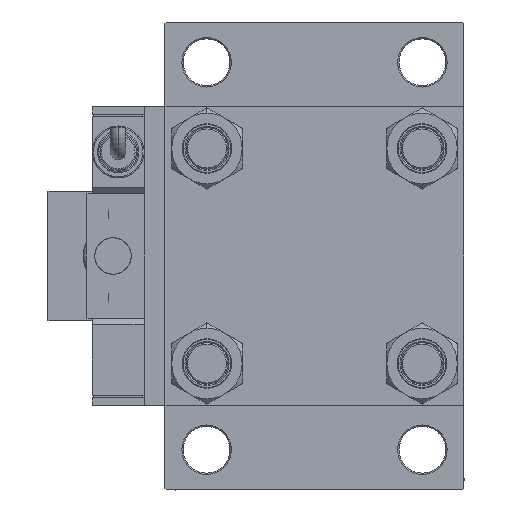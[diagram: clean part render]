
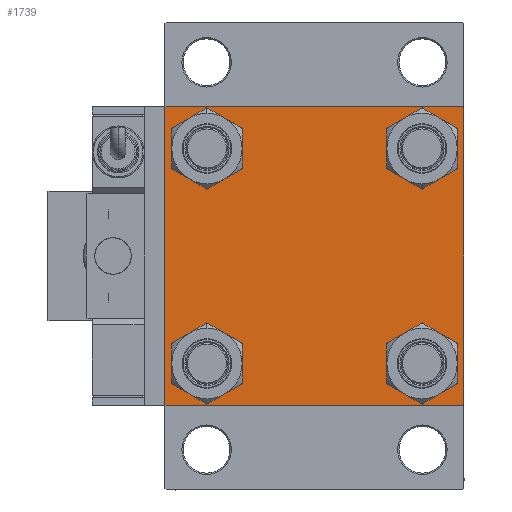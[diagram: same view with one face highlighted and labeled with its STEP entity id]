
A CAD part, left-side view. The second image highlights one B-rep face of the part: STEP entity #1739.
In plain terms, the highlighted planar face has unit normal (-1, 0, 0).
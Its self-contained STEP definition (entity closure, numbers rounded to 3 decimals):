
#284 = EDGE_CURVE ( 'NONE', #19949, #18312, #36683, .T. ) ;
#1035 = AXIS2_PLACEMENT_3D ( 'NONE', #3121, #28810, #28548 ) ;
#1323 = CARTESIAN_POINT ( 'NONE',  ( 0., 41.35, -32.85 ) ) ;
#1739 = ADVANCED_FACE ( 'NONE', ( #48123, #53022, #10659, #48395, #42991 ), #23496, .T. ) ;
#2047 = CARTESIAN_POINT ( 'NONE',  ( 0., 41.35, 49.85 ) ) ;
#2344 = EDGE_CURVE ( 'NONE', #29341, #13596, #14910, .T. ) ;
#3121 = CARTESIAN_POINT ( 'NONE',  ( 0., -41.35, 41.35 ) ) ;
#3385 = EDGE_CURVE ( 'NONE', #50632, #34713, #27711, .T. ) ;
#4890 = DIRECTION ( 'NONE',  ( 1., 0., 0. ) ) ;
#5337 = AXIS2_PLACEMENT_3D ( 'NONE', #47433, #27185, #5596 ) ;
#5416 = ORIENTED_EDGE ( 'NONE', *, *, #3385, .T. ) ;
#5596 = DIRECTION ( 'NONE',  ( 0., 0., 1. ) ) ;
#6156 = AXIS2_PLACEMENT_3D ( 'NONE', #17840, #9092, #30394 ) ;
#7010 = CIRCLE ( 'NONE', #6156, 8.5 ) ;
#7263 = CARTESIAN_POINT ( 'NONE',  ( 0., 57.5, -57. ) ) ;
#7328 = DIRECTION ( 'NONE',  ( 1., 0., 0. ) ) ;
#8245 = ORIENTED_EDGE ( 'NONE', *, *, #2344, .T. ) ;
#8461 = DIRECTION ( 'NONE',  ( 0., 0., 1. ) ) ;
#9092 = DIRECTION ( 'NONE',  ( 1., 0., 0. ) ) ;
#9200 = VECTOR ( 'NONE', #36951, 1000. ) ;
#9473 = DIRECTION ( 'NONE',  ( 0., -1., 0. ) ) ;
#9572 = ORIENTED_EDGE ( 'NONE', *, *, #14925, .T. ) ;
#10489 = AXIS2_PLACEMENT_3D ( 'NONE', #32434, #25753, #28600 ) ;
#10643 = VECTOR ( 'NONE', #19500, 1000. ) ;
#10659 = FACE_BOUND ( 'NONE', #15713, .T. ) ;
#10896 = ORIENTED_EDGE ( 'NONE', *, *, #13234, .T. ) ;
#11191 = DIRECTION ( 'NONE',  ( -1., 0., 0. ) ) ;
#11437 = DIRECTION ( 'NONE',  ( 0., 0., 1. ) ) ;
#11706 = CARTESIAN_POINT ( 'NONE',  ( 0., -41.35, 32.85 ) ) ;
#12145 = VERTEX_POINT ( 'NONE', #22671 ) ;
#12541 = CARTESIAN_POINT ( 'NONE',  ( 0., -57.25, 57.25 ) ) ;
#12760 = EDGE_CURVE ( 'NONE', #15437, #20429, #34044, .T. ) ;
#13102 = CARTESIAN_POINT ( 'NONE',  ( 0., -41.35, -41.35 ) ) ;
#13234 = EDGE_CURVE ( 'NONE', #24537, #30702, #46429, .T. ) ;
#13586 = ORIENTED_EDGE ( 'NONE', *, *, #17232, .F. ) ;
#13596 = VERTEX_POINT ( 'NONE', #17375 ) ;
#14151 = CARTESIAN_POINT ( 'NONE',  ( 0., -57., 57.5 ) ) ;
#14910 = LINE ( 'NONE', #27475, #34649 ) ;
#14925 = EDGE_CURVE ( 'NONE', #12145, #51414, #28912, .T. ) ;
#15045 = EDGE_LOOP ( 'NONE', ( #29678, #5416 ) ) ;
#15101 = CARTESIAN_POINT ( 'NONE',  ( 0., -41.35, -32.85 ) ) ;
#15185 = DIRECTION ( 'NONE',  ( 0., 0., 1. ) ) ;
#15304 = CARTESIAN_POINT ( 'NONE',  ( 0., 0., 0. ) ) ;
#15437 = VERTEX_POINT ( 'NONE', #15101 ) ;
#15464 = EDGE_CURVE ( 'NONE', #34121, #21910, #27393, .T. ) ;
#15572 = DIRECTION ( 'NONE',  ( 0., 0., 1. ) ) ;
#15633 = CARTESIAN_POINT ( 'NONE',  ( 0., 57.25, 57.25 ) ) ;
#15713 = EDGE_LOOP ( 'NONE', ( #46351, #9572 ) ) ;
#16124 = EDGE_CURVE ( 'NONE', #50429, #16683, #27230, .T. ) ;
#16595 = EDGE_CURVE ( 'NONE', #21910, #19949, #33903, .T. ) ;
#16683 = VERTEX_POINT ( 'NONE', #48908 ) ;
#17205 = ORIENTED_EDGE ( 'NONE', *, *, #16595, .T. ) ;
#17232 = EDGE_CURVE ( 'NONE', #24537, #13596, #32271, .T. ) ;
#17375 = CARTESIAN_POINT ( 'NONE',  ( 0., -57.5, -57. ) ) ;
#17840 = CARTESIAN_POINT ( 'NONE',  ( 0., 41.35, 41.35 ) ) ;
#18312 = VERTEX_POINT ( 'NONE', #48967 ) ;
#18775 = LINE ( 'NONE', #50768, #30636 ) ;
#19500 = DIRECTION ( 'NONE',  ( 0., -1., 0. ) ) ;
#19949 = VERTEX_POINT ( 'NONE', #7263 ) ;
#20429 = VERTEX_POINT ( 'NONE', #30578 ) ;
#21910 = VERTEX_POINT ( 'NONE', #33215 ) ;
#21959 = VECTOR ( 'NONE', #28203, 1000. ) ;
#22671 = CARTESIAN_POINT ( 'NONE',  ( 0., 41.35, -49.85 ) ) ;
#23200 = ORIENTED_EDGE ( 'NONE', *, *, #16124, .T. ) ;
#23496 = PLANE ( 'NONE',  #30232 ) ;
#23759 = CIRCLE ( 'NONE', #37668, 8.5 ) ;
#24279 = CARTESIAN_POINT ( 'NONE',  ( 0., 41.35, -41.35 ) ) ;
#24537 = VERTEX_POINT ( 'NONE', #27363 ) ;
#24864 = ORIENTED_EDGE ( 'NONE', *, *, #50767, .F. ) ;
#25176 = ORIENTED_EDGE ( 'NONE', *, *, #15464, .T. ) ;
#25753 = DIRECTION ( 'NONE',  ( 1., 0., 0. ) ) ;
#27185 = DIRECTION ( 'NONE',  ( 1., 0., 0. ) ) ;
#27230 = CIRCLE ( 'NONE', #1035, 8.5 ) ;
#27363 = CARTESIAN_POINT ( 'NONE',  ( 0., -57.5, 57. ) ) ;
#27393 = LINE ( 'NONE', #15633, #21959 ) ;
#27475 = CARTESIAN_POINT ( 'NONE',  ( 0., -57.25, -57.25 ) ) ;
#27711 = CIRCLE ( 'NONE', #46016, 8.5 ) ;
#27751 = CARTESIAN_POINT ( 'NONE',  ( 0., 41.35, 41.35 ) ) ;
#28203 = DIRECTION ( 'NONE',  ( 0., 0.707, -0.707 ) ) ;
#28548 = DIRECTION ( 'NONE',  ( 0., 0., 1. ) ) ;
#28600 = DIRECTION ( 'NONE',  ( 0., 0., 1. ) ) ;
#28707 = ORIENTED_EDGE ( 'NONE', *, *, #284, .T. ) ;
#28710 = CARTESIAN_POINT ( 'NONE',  ( 0., -57.5, 57.5 ) ) ;
#28809 = ORIENTED_EDGE ( 'NONE', *, *, #37878, .T. ) ;
#28810 = DIRECTION ( 'NONE',  ( 1., 0., 0. ) ) ;
#28912 = CIRCLE ( 'NONE', #5337, 8.5 ) ;
#29253 = CARTESIAN_POINT ( 'NONE',  ( 0., -41.35, 41.35 ) ) ;
#29308 = EDGE_CURVE ( 'NONE', #16683, #50429, #52219, .T. ) ;
#29341 = VERTEX_POINT ( 'NONE', #43647 ) ;
#29678 = ORIENTED_EDGE ( 'NONE', *, *, #33911, .T. ) ;
#30232 = AXIS2_PLACEMENT_3D ( 'NONE', #15304, #11191, #15572 ) ;
#30394 = DIRECTION ( 'NONE',  ( 0., 0., 1. ) ) ;
#30578 = CARTESIAN_POINT ( 'NONE',  ( 0., -41.35, -49.85 ) ) ;
#30636 = VECTOR ( 'NONE', #9473, 1000. ) ;
#30702 = VERTEX_POINT ( 'NONE', #14151 ) ;
#31250 = AXIS2_PLACEMENT_3D ( 'NONE', #29253, #33613, #41823 ) ;
#31575 = DIRECTION ( 'NONE',  ( 0., -0.707, 0.707 ) ) ;
#31598 = CIRCLE ( 'NONE', #39441, 8.5 ) ;
#31655 = EDGE_LOOP ( 'NONE', ( #53374, #32799 ) ) ;
#31805 = CARTESIAN_POINT ( 'NONE',  ( 0., 57.5, 57.5 ) ) ;
#32271 = LINE ( 'NONE', #28710, #43864 ) ;
#32434 = CARTESIAN_POINT ( 'NONE',  ( 0., -41.35, -41.35 ) ) ;
#32799 = ORIENTED_EDGE ( 'NONE', *, *, #50307, .T. ) ;
#33215 = CARTESIAN_POINT ( 'NONE',  ( 0., 57.5, 57. ) ) ;
#33525 = CARTESIAN_POINT ( 'NONE',  ( 0., 41.35, 32.85 ) ) ;
#33613 = DIRECTION ( 'NONE',  ( 1., 0., 0. ) ) ;
#33903 = LINE ( 'NONE', #42123, #42955 ) ;
#33911 = EDGE_CURVE ( 'NONE', #34713, #50632, #7010, .T. ) ;
#34044 = CIRCLE ( 'NONE', #10489, 8.5 ) ;
#34121 = VERTEX_POINT ( 'NONE', #53355 ) ;
#34649 = VECTOR ( 'NONE', #31575, 1000. ) ;
#34713 = VERTEX_POINT ( 'NONE', #2047 ) ;
#35139 = DIRECTION ( 'NONE',  ( 1., 0., 0. ) ) ;
#36683 = LINE ( 'NONE', #49271, #9200 ) ;
#36951 = DIRECTION ( 'NONE',  ( 0., -0.707, -0.707 ) ) ;
#37668 = AXIS2_PLACEMENT_3D ( 'NONE', #13102, #4890, #8461 ) ;
#37686 = EDGE_LOOP ( 'NONE', ( #17205, #28707, #28809, #8245, #13586, #10896, #24864, #25176 ) ) ;
#37878 = EDGE_CURVE ( 'NONE', #18312, #29341, #18775, .T. ) ;
#39441 = AXIS2_PLACEMENT_3D ( 'NONE', #24279, #7328, #11437 ) ;
#40557 = LINE ( 'NONE', #31805, #10643 ) ;
#41823 = DIRECTION ( 'NONE',  ( 0., 0., 1. ) ) ;
#41977 = VECTOR ( 'NONE', #45892, 1000. ) ;
#42123 = CARTESIAN_POINT ( 'NONE',  ( 0., 57.5, 57.5 ) ) ;
#42343 = ORIENTED_EDGE ( 'NONE', *, *, #29308, .T. ) ;
#42955 = VECTOR ( 'NONE', #46227, 1000. ) ;
#42991 = FACE_OUTER_BOUND ( 'NONE', #37686, .T. ) ;
#43647 = CARTESIAN_POINT ( 'NONE',  ( 0., -57., -57.5 ) ) ;
#43864 = VECTOR ( 'NONE', #53324, 1000. ) ;
#45892 = DIRECTION ( 'NONE',  ( 0., 0.707, 0.707 ) ) ;
#46016 = AXIS2_PLACEMENT_3D ( 'NONE', #27751, #35139, #15185 ) ;
#46227 = DIRECTION ( 'NONE',  ( 0., 0., -1. ) ) ;
#46351 = ORIENTED_EDGE ( 'NONE', *, *, #50430, .T. ) ;
#46393 = EDGE_LOOP ( 'NONE', ( #42343, #23200 ) ) ;
#46429 = LINE ( 'NONE', #12541, #41977 ) ;
#47433 = CARTESIAN_POINT ( 'NONE',  ( 0., 41.35, -41.35 ) ) ;
#48123 = FACE_BOUND ( 'NONE', #46393, .T. ) ;
#48395 = FACE_BOUND ( 'NONE', #15045, .T. ) ;
#48908 = CARTESIAN_POINT ( 'NONE',  ( 0., -41.35, 49.85 ) ) ;
#48967 = CARTESIAN_POINT ( 'NONE',  ( 0., 57., -57.5 ) ) ;
#49271 = CARTESIAN_POINT ( 'NONE',  ( 0., 57.25, -57.25 ) ) ;
#50307 = EDGE_CURVE ( 'NONE', #20429, #15437, #23759, .T. ) ;
#50429 = VERTEX_POINT ( 'NONE', #11706 ) ;
#50430 = EDGE_CURVE ( 'NONE', #51414, #12145, #31598, .T. ) ;
#50632 = VERTEX_POINT ( 'NONE', #33525 ) ;
#50767 = EDGE_CURVE ( 'NONE', #34121, #30702, #40557, .T. ) ;
#50768 = CARTESIAN_POINT ( 'NONE',  ( 0., 57.5, -57.5 ) ) ;
#51414 = VERTEX_POINT ( 'NONE', #1323 ) ;
#52219 = CIRCLE ( 'NONE', #31250, 8.5 ) ;
#53022 = FACE_BOUND ( 'NONE', #31655, .T. ) ;
#53324 = DIRECTION ( 'NONE',  ( 0., 0., -1. ) ) ;
#53355 = CARTESIAN_POINT ( 'NONE',  ( 0., 57., 57.5 ) ) ;
#53374 = ORIENTED_EDGE ( 'NONE', *, *, #12760, .T. ) ;
